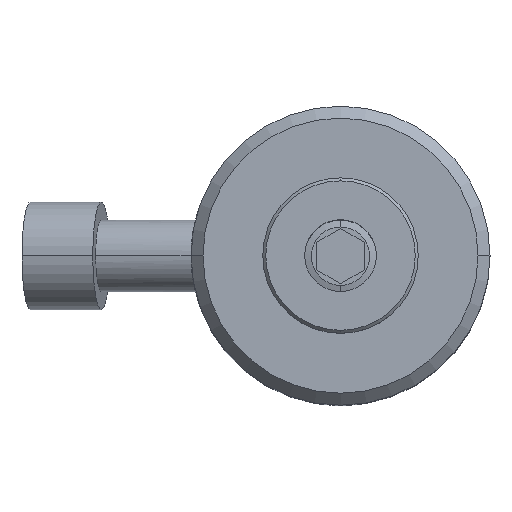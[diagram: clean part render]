
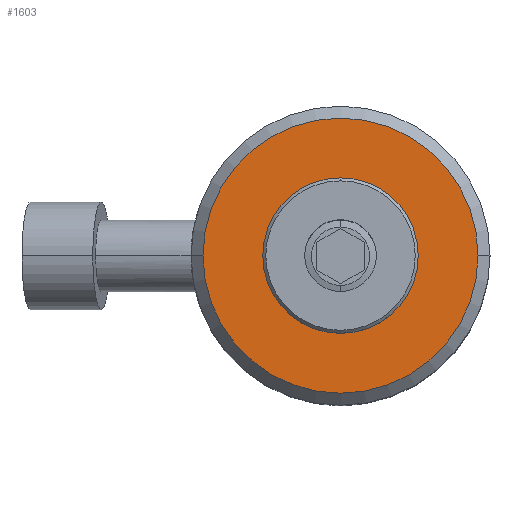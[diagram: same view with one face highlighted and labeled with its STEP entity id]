
A CAD part, top view. The second image highlights one B-rep face of the part: STEP entity #1603.
In plain terms, the highlighted planar face has unit normal (0, 0, 1).
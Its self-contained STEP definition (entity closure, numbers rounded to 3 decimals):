
#11 = DIRECTION ( 'NONE',  ( 0., 0., 1. ) ) ;
#37 = CARTESIAN_POINT ( 'NONE',  ( 13., 0., 60. ) ) ;
#40 = CARTESIAN_POINT ( 'NONE',  ( 0., 0., 60. ) ) ;
#48 = VERTEX_POINT ( 'NONE', #37 ) ;
#66 = CIRCLE ( 'NONE', #1636, 23. ) ;
#82 = FACE_OUTER_BOUND ( 'NONE', #1249, .T. ) ;
#92 = DIRECTION ( 'NONE',  ( -1., 0., 0. ) ) ;
#121 = CARTESIAN_POINT ( 'NONE',  ( -13., 0., 60. ) ) ;
#186 = EDGE_CURVE ( 'NONE', #48, #1641, #1612, .T. ) ;
#278 = ORIENTED_EDGE ( 'NONE', *, *, #1136, .F. ) ;
#344 = CARTESIAN_POINT ( 'NONE',  ( -23., 0., 60. ) ) ;
#538 = FACE_BOUND ( 'NONE', #1149, .T. ) ;
#601 = AXIS2_PLACEMENT_3D ( 'NONE', #1180, #1326, #1991 ) ;
#726 = PLANE ( 'NONE',  #601 ) ;
#798 = DIRECTION ( 'NONE',  ( -1., 0., 0. ) ) ;
#817 = CARTESIAN_POINT ( 'NONE',  ( 0., 0., 60. ) ) ;
#870 = CARTESIAN_POINT ( 'NONE',  ( 0., 0., 60. ) ) ;
#889 = DIRECTION ( 'NONE',  ( 0., 0., 1. ) ) ;
#984 = AXIS2_PLACEMENT_3D ( 'NONE', #1584, #889, #92 ) ;
#1136 = EDGE_CURVE ( 'NONE', #1641, #48, #1931, .T. ) ;
#1149 = EDGE_LOOP ( 'NONE', ( #278, #1822 ) ) ;
#1180 = CARTESIAN_POINT ( 'NONE',  ( 0., -25., 60. ) ) ;
#1189 = DIRECTION ( 'NONE',  ( 0., 0., 1. ) ) ;
#1196 = DIRECTION ( 'NONE',  ( 1., 0., 0. ) ) ;
#1249 = EDGE_LOOP ( 'NONE', ( #1815, #1336 ) ) ;
#1326 = DIRECTION ( 'NONE',  ( 0., 0., -1. ) ) ;
#1336 = ORIENTED_EDGE ( 'NONE', *, *, #1526, .T. ) ;
#1371 = CARTESIAN_POINT ( 'NONE',  ( 23., 0., 60. ) ) ;
#1526 = EDGE_CURVE ( 'NONE', #1915, #2085, #66, .T. ) ;
#1536 = DIRECTION ( 'NONE',  ( 1., 0., 0. ) ) ;
#1584 = CARTESIAN_POINT ( 'NONE',  ( 0., 0., 60. ) ) ;
#1603 = ADVANCED_FACE ( 'NONE', ( #82, #538 ), #726, .F. ) ;
#1612 = CIRCLE ( 'NONE', #984, 13. ) ;
#1636 = AXIS2_PLACEMENT_3D ( 'NONE', #40, #1189, #1536 ) ;
#1641 = VERTEX_POINT ( 'NONE', #121 ) ;
#1815 = ORIENTED_EDGE ( 'NONE', *, *, #1996, .T. ) ;
#1822 = ORIENTED_EDGE ( 'NONE', *, *, #186, .F. ) ;
#1830 = CIRCLE ( 'NONE', #1993, 23. ) ;
#1915 = VERTEX_POINT ( 'NONE', #344 ) ;
#1931 = CIRCLE ( 'NONE', #2071, 13. ) ;
#1991 = DIRECTION ( 'NONE',  ( 1., 0., 0. ) ) ;
#1993 = AXIS2_PLACEMENT_3D ( 'NONE', #870, #2017, #1196 ) ;
#1996 = EDGE_CURVE ( 'NONE', #2085, #1915, #1830, .T. ) ;
#2017 = DIRECTION ( 'NONE',  ( 0., 0., 1. ) ) ;
#2071 = AXIS2_PLACEMENT_3D ( 'NONE', #817, #11, #798 ) ;
#2085 = VERTEX_POINT ( 'NONE', #1371 ) ;
